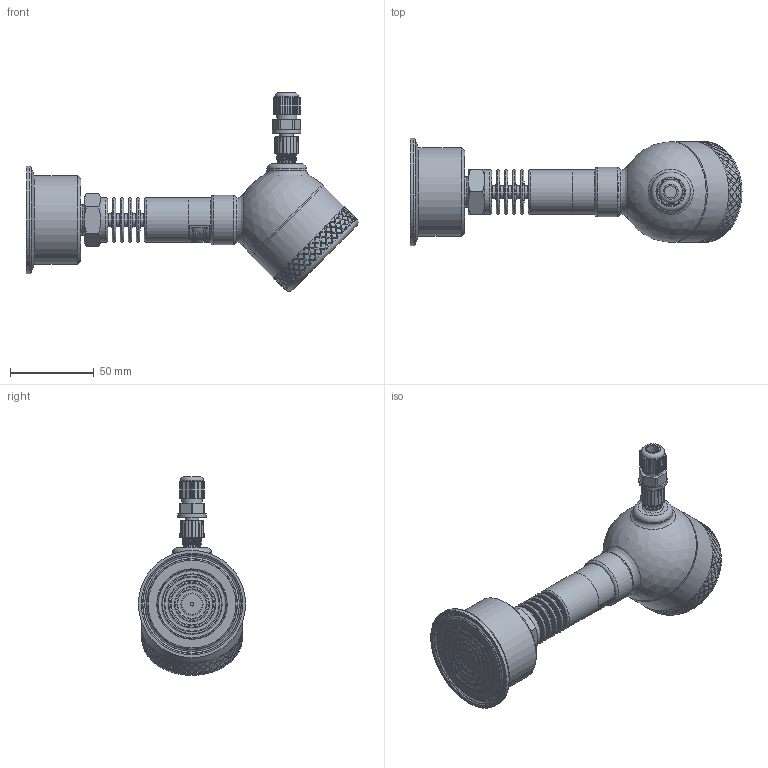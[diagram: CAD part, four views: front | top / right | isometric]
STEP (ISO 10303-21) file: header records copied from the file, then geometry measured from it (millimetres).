
FILE_DESCRIPTION(/* description */ (''),/* implementation_level */ '2;1');
FILE_NAME(/* name */ 'APZ3420sFH_ClampDN2_radiator_6.step',/* time_stamp */ '2021-07-08T16:22:37+03:00',/* author */ (''),/* organization */ (''),/* preprocessor_version */ 'ST-DEVELOPER v18.1',/* originating_system */ 'Autodesk Translation Framework v10.9.0.1377',/* authorisation */ '');
FILE_SCHEMA (('AUTOMOTIVE_DESIGN { 1 0 10303 214 3 1 1 }'));
Length unit declared in the file: millimetre
Products named in the file (9): АПЗ 3420s заполненный 
+ полевой корпус; G1\2EN radiator; Clamp DN2' diaphragm 48 v2 (1); Заполненный полевой 
корпус v13; Cover for display; Display; Main body; M12x1 adapter; M12x1 female straight v9
Assembly tree (7 placements, depth 3):
  АПЗ 3420s заполненный 
+ полевой корпус
    G1\2EN radiator
    Заполненный полевой 
корпус v13
      Cover for display
      Display
      Main body
      M12x1 adapter
      M12x1 female straight v9
  Clamp DN2' diaphragm 48 v2 (1)
Bounding box: 198.18 x 64 x 118.64 mm (x, y, z)
Volume: 307595.4 mm3; surface area: 70870.2 mm2
Topology: 17 solids, 17 shells, 1846 faces, 4636 edges, 3048 vertices
Faces by surface type: bspline 990, plane 397, cylinder 352, torus 55, cone 50, sphere 2
Full cylindrical faces by diameter (mm): 1 x4, 2 x1, 3 x1, 3.3 x1, 5 x5, 6 x3, 7 x1, 7.3 x1, 7.5 x5, 8 x3, 9.3 x1, 10.293 x1, 10.5 x2, 10.741 x7, 11.884 x6, 12 x1, 14 x1, 16.7 x1, 17 x1, 17.5 x1, 18 x1, 18.631 x6, 19.7 x1, 20.955 x7, 21.6 x1, 21.767 x1, 22 x1, 22.4 x1, 22.5 x1, 23.6 x1
Entity records: 80300 total; most frequent: CARTESIAN_POINT 43453, ORIENTED_EDGE 9270, EDGE_CURVE 4635, DIRECTION 4344, VERTEX_POINT 3048, B_SPLINE_CURVE_WITH_KNOTS 2735, EDGE_LOOP 2107, FACE_OUTER_BOUND 1846
